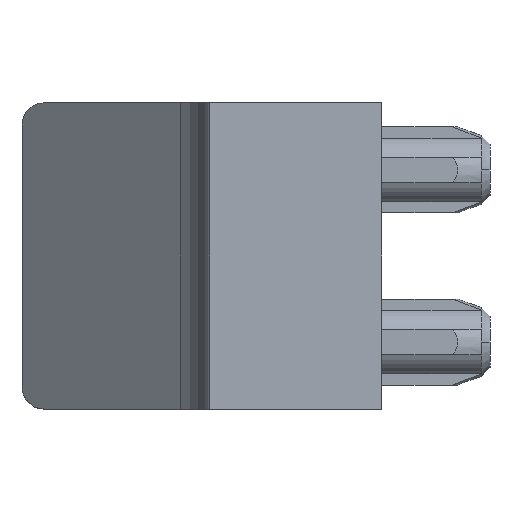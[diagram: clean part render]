
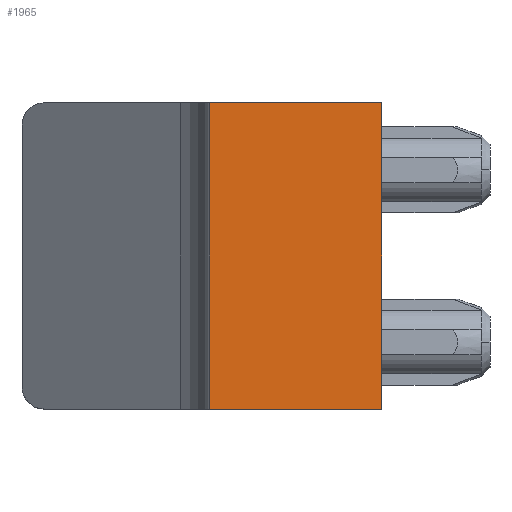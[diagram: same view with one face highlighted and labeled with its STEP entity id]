
A CAD part, left-side view. The second image highlights one B-rep face of the part: STEP entity #1965.
In plain terms, the highlighted planar face has unit normal (-1, 0, 0).
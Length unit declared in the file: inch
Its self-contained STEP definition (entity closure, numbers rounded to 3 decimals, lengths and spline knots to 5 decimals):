
#14 = FACE_OUTER_BOUND ( 'NONE', #548, .T. ) ;
#20 = CARTESIAN_POINT ( 'NONE',  ( 0., 0.1, 0.178 ) ) ;
#72 = VERTEX_POINT ( 'NONE', #1096 ) ;
#110 = CARTESIAN_POINT ( 'NONE',  ( 0., 0., 0.089 ) ) ;
#122 = ORIENTED_EDGE ( 'NONE', *, *, #615, .F. ) ;
#171 = ORIENTED_EDGE ( 'NONE', *, *, #2057, .F. ) ;
#184 = CARTESIAN_POINT ( 'NONE',  ( 0., 0., 0.178 ) ) ;
#323 = ORIENTED_EDGE ( 'NONE', *, *, #1634, .T. ) ;
#375 = CARTESIAN_POINT ( 'NONE',  ( 0., 0.098, 0.178 ) ) ;
#412 = CARTESIAN_POINT ( 'NONE',  ( 0., 0.1, 0. ) ) ;
#444 = LINE ( 'NONE', #110, #1397 ) ;
#548 = EDGE_LOOP ( 'NONE', ( #1915, #122, #171, #323 ) ) ;
#615 = EDGE_CURVE ( 'NONE', #1117, #72, #1307, .T. ) ;
#681 = DIRECTION ( 'NONE',  ( 0., 0., -1. ) ) ;
#767 = VECTOR ( 'NONE', #1195, 39.37008 ) ;
#839 = DIRECTION ( 'NONE',  ( 1., 0., 0. ) ) ;
#866 = DIRECTION ( 'NONE',  ( 0., -1., 0. ) ) ;
#875 = LINE ( 'NONE', #1204, #1060 ) ;
#920 = DIRECTION ( 'NONE',  ( 0., 0., 1. ) ) ;
#1042 = LINE ( 'NONE', #1341, #767 ) ;
#1060 = VECTOR ( 'NONE', #1503, 39.37008 ) ;
#1096 = CARTESIAN_POINT ( 'NONE',  ( 0., 0., 0.178 ) ) ;
#1117 = VERTEX_POINT ( 'NONE', #20 ) ;
#1118 = CARTESIAN_POINT ( 'NONE',  ( 0., 0., 0. ) ) ;
#1195 = DIRECTION ( 'NONE',  ( 0., -1., 0. ) ) ;
#1204 = CARTESIAN_POINT ( 'NONE',  ( 0., 0.1, 0.089 ) ) ;
#1307 = LINE ( 'NONE', #375, #1985 ) ;
#1341 = CARTESIAN_POINT ( 'NONE',  ( 0., 0.098, 0. ) ) ;
#1397 = VECTOR ( 'NONE', #920, 39.37008 ) ;
#1478 = PLANE ( 'NONE',  #2083 ) ;
#1503 = DIRECTION ( 'NONE',  ( 0., 0., 1. ) ) ;
#1634 = EDGE_CURVE ( 'NONE', #2066, #1943, #1042, .T. ) ;
#1779 = EDGE_CURVE ( 'NONE', #1943, #72, #444, .T. ) ;
#1915 = ORIENTED_EDGE ( 'NONE', *, *, #1779, .T. ) ;
#1943 = VERTEX_POINT ( 'NONE', #1118 ) ;
#1965 = ADVANCED_FACE ( 'NONE', ( #14 ), #1478, .F. ) ;
#1985 = VECTOR ( 'NONE', #866, 39.37008 ) ;
#2057 = EDGE_CURVE ( 'NONE', #2066, #1117, #875, .T. ) ;
#2066 = VERTEX_POINT ( 'NONE', #412 ) ;
#2083 = AXIS2_PLACEMENT_3D ( 'NONE', #184, #839, #681 ) ;
